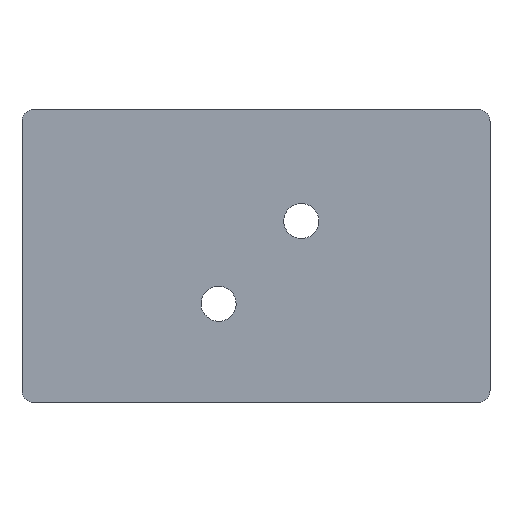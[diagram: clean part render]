
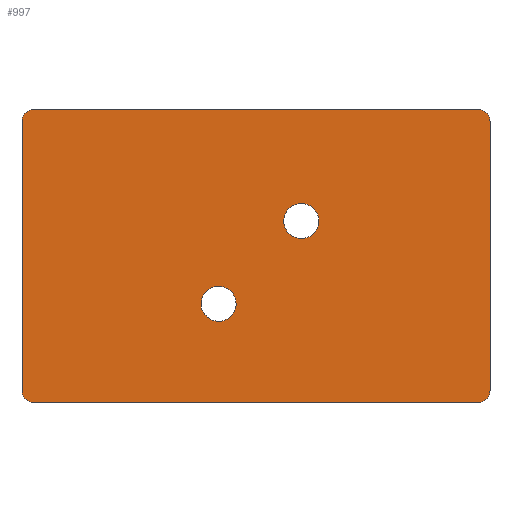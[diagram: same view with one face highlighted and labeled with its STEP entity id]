
A CAD part, left-side view. The second image highlights one B-rep face of the part: STEP entity #997.
In plain terms, the highlighted planar face has unit normal (-1, 0, 0).
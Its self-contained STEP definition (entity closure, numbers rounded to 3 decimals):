
#57=CARTESIAN_POINT('Axis2P3D Location',(0.,32.256,30.977)) ;
#61=CARTESIAN_POINT('Vertex',(0.,29.256,30.977)) ;
#63=CARTESIAN_POINT('Vertex',(0.,35.256,30.977)) ;
#92=CARTESIAN_POINT('Axis2P3D Location',(0.,32.256,30.977)) ;
#280=CARTESIAN_POINT('Vertex',(0.,2.,0.)) ;
#283=CARTESIAN_POINT('Line Origine',(0.,40.,0.)) ;
#287=CARTESIAN_POINT('Vertex',(0.,78.,0.)) ;
#307=CARTESIAN_POINT('Axis2P3D Location',(0.,78.,2.)) ;
#311=CARTESIAN_POINT('Vertex',(0.,80.,2.)) ;
#335=CARTESIAN_POINT('Vertex',(0.,0.,2.)) ;
#338=CARTESIAN_POINT('Axis2P3D Location',(0.,2.,2.)) ;
#355=CARTESIAN_POINT('Line Origine',(0.,80.,25.)) ;
#359=CARTESIAN_POINT('Vertex',(0.,80.,48.)) ;
#379=CARTESIAN_POINT('Axis2P3D Location',(0.,78.,48.)) ;
#383=CARTESIAN_POINT('Vertex',(0.,78.,50.)) ;
#403=CARTESIAN_POINT('Line Origine',(0.,40.,50.)) ;
#407=CARTESIAN_POINT('Vertex',(0.,2.,50.)) ;
#427=CARTESIAN_POINT('Axis2P3D Location',(0.,2.,48.)) ;
#431=CARTESIAN_POINT('Vertex',(0.,0.,48.)) ;
#451=CARTESIAN_POINT('Line Origine',(0.,0.,25.)) ;
#912=CARTESIAN_POINT('Axis2P3D Location',(0.,46.398,16.835)) ;
#916=CARTESIAN_POINT('Vertex',(0.,43.399,16.785)) ;
#918=CARTESIAN_POINT('Vertex',(0.,49.398,16.885)) ;
#938=CARTESIAN_POINT('Axis2P3D Location',(0.,46.398,16.835)) ;
#974=CARTESIAN_POINT('Axis2P3D Location',(0.,0.,0.)) ;
#285=VECTOR('Line Direction',#284,1.) ;
#357=VECTOR('Line Direction',#356,1.) ;
#405=VECTOR('Line Direction',#404,1.) ;
#453=VECTOR('Line Direction',#452,1.) ;
#58=DIRECTION('Axis2P3D Direction',(1.,0.,0.)) ;
#93=DIRECTION('Axis2P3D Direction',(1.,0.,0.)) ;
#284=DIRECTION('Vector Direction',(0.,1.,0.)) ;
#308=DIRECTION('Axis2P3D Direction',(1.,0.,0.)) ;
#339=DIRECTION('Axis2P3D Direction',(1.,0.,0.)) ;
#356=DIRECTION('Vector Direction',(0.,0.,1.)) ;
#380=DIRECTION('Axis2P3D Direction',(1.,0.,-0.)) ;
#404=DIRECTION('Vector Direction',(0.,-1.,0.)) ;
#428=DIRECTION('Axis2P3D Direction',(1.,0.,0.)) ;
#452=DIRECTION('Vector Direction',(0.,0.,-1.)) ;
#913=DIRECTION('Axis2P3D Direction',(1.,0.,0.)) ;
#939=DIRECTION('Axis2P3D Direction',(1.,0.,0.)) ;
#975=DIRECTION('Axis2P3D Direction',(1.,0.,0.)) ;
#976=DIRECTION('Axis2P3D XDirection',(0.,1.,0.)) ;
#59=AXIS2_PLACEMENT_3D('Circle Axis2P3D',#57,#58,$) ;
#94=AXIS2_PLACEMENT_3D('Circle Axis2P3D',#92,#93,$) ;
#309=AXIS2_PLACEMENT_3D('Circle Axis2P3D',#307,#308,$) ;
#340=AXIS2_PLACEMENT_3D('Circle Axis2P3D',#338,#339,$) ;
#381=AXIS2_PLACEMENT_3D('Circle Axis2P3D',#379,#380,$) ;
#429=AXIS2_PLACEMENT_3D('Circle Axis2P3D',#427,#428,$) ;
#914=AXIS2_PLACEMENT_3D('Circle Axis2P3D',#912,#913,$) ;
#940=AXIS2_PLACEMENT_3D('Circle Axis2P3D',#938,#939,$) ;
#977=AXIS2_PLACEMENT_3D('Plane Axis2P3D',#974,#975,#976) ;
#286=LINE('Line',#283,#285) ;
#358=LINE('Line',#355,#357) ;
#406=LINE('Line',#403,#405) ;
#454=LINE('Line',#451,#453) ;
#60=CIRCLE('generated circle',#59,3.) ;
#95=CIRCLE('generated circle',#94,3.) ;
#310=CIRCLE('generated circle',#309,2.) ;
#341=CIRCLE('generated circle',#340,2.) ;
#382=CIRCLE('generated circle',#381,2.) ;
#430=CIRCLE('generated circle',#429,2.) ;
#915=CIRCLE('generated circle',#914,3.) ;
#941=CIRCLE('generated circle',#940,3.) ;
#978=PLANE('',#977) ;
#992=FACE_BOUND('',#989,.T.) ;
#996=FACE_BOUND('',#993,.T.) ;
#65=EDGE_CURVE('',#62,#64,#60,.T.) ;
#96=EDGE_CURVE('',#64,#62,#95,.T.) ;
#289=EDGE_CURVE('',#281,#288,#286,.T.) ;
#313=EDGE_CURVE('',#288,#312,#310,.T.) ;
#342=EDGE_CURVE('',#336,#281,#341,.T.) ;
#361=EDGE_CURVE('',#312,#360,#358,.T.) ;
#385=EDGE_CURVE('',#360,#384,#382,.T.) ;
#409=EDGE_CURVE('',#384,#408,#406,.T.) ;
#433=EDGE_CURVE('',#408,#432,#430,.T.) ;
#455=EDGE_CURVE('',#432,#336,#454,.T.) ;
#920=EDGE_CURVE('',#917,#919,#915,.T.) ;
#942=EDGE_CURVE('',#919,#917,#941,.T.) ;
#980=ORIENTED_EDGE('',*,*,#433,.F.) ;
#981=ORIENTED_EDGE('',*,*,#409,.F.) ;
#982=ORIENTED_EDGE('',*,*,#385,.F.) ;
#983=ORIENTED_EDGE('',*,*,#361,.F.) ;
#984=ORIENTED_EDGE('',*,*,#313,.F.) ;
#985=ORIENTED_EDGE('',*,*,#289,.F.) ;
#986=ORIENTED_EDGE('',*,*,#342,.F.) ;
#987=ORIENTED_EDGE('',*,*,#455,.F.) ;
#990=ORIENTED_EDGE('',*,*,#65,.T.) ;
#991=ORIENTED_EDGE('',*,*,#96,.T.) ;
#994=ORIENTED_EDGE('',*,*,#920,.T.) ;
#995=ORIENTED_EDGE('',*,*,#942,.T.) ;
#979=EDGE_LOOP('',(#980,#981,#982,#983,#984,#985,#986,#987)) ;
#989=EDGE_LOOP('',(#990,#991)) ;
#993=EDGE_LOOP('',(#994,#995)) ;
#62=VERTEX_POINT('',#61) ;
#64=VERTEX_POINT('',#63) ;
#281=VERTEX_POINT('',#280) ;
#288=VERTEX_POINT('',#287) ;
#312=VERTEX_POINT('',#311) ;
#336=VERTEX_POINT('',#335) ;
#360=VERTEX_POINT('',#359) ;
#384=VERTEX_POINT('',#383) ;
#408=VERTEX_POINT('',#407) ;
#432=VERTEX_POINT('',#431) ;
#917=VERTEX_POINT('',#916) ;
#919=VERTEX_POINT('',#918) ;
#997=ADVANCED_FACE('Corps principal',(#988,#992,#996),#978,.F.) ;
#988=FACE_OUTER_BOUND('',#979,.T.) ;
